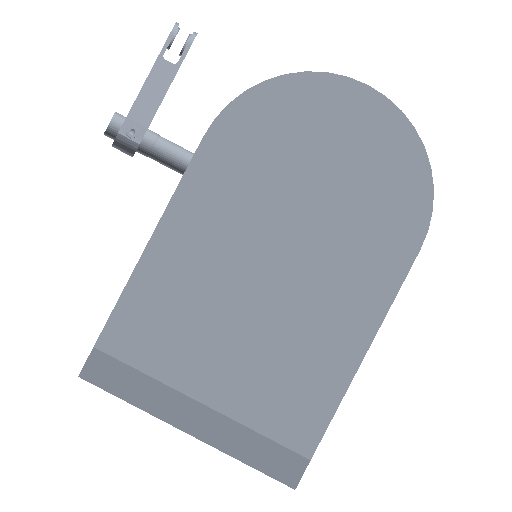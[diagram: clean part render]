
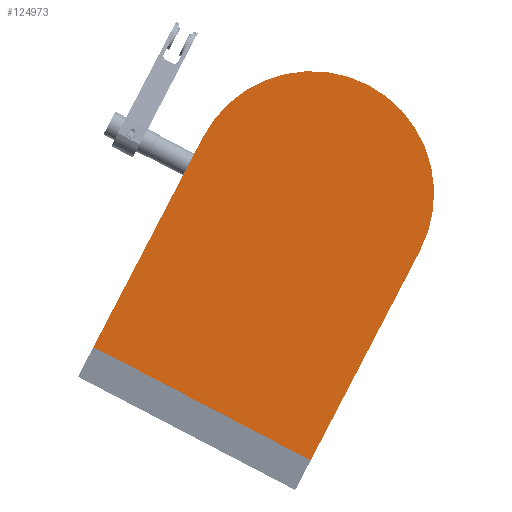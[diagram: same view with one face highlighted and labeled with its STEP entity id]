
A CAD part, left-side view. The second image highlights one B-rep face of the part: STEP entity #124973.
In plain terms, the highlighted planar face has unit normal (-1, 0, 0).
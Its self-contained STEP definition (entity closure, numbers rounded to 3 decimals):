
#124767=CARTESIAN_POINT('Line Origine',(15160.5,677.409,-2477.733)) ;
#124771=CARTESIAN_POINT('Vertex',(15160.5,766.068,-2431.478)) ;
#124773=CARTESIAN_POINT('Vertex',(15160.5,588.749,-2523.987)) ;
#124909=CARTESIAN_POINT('Axis2P3D Location',(15160.5,587.972,-2306.304)) ;
#124913=CARTESIAN_POINT('Vertex',(15160.5,676.632,-2260.049)) ;
#124915=CARTESIAN_POINT('Vertex',(15160.5,541.718,-2217.644)) ;
#124944=CARTESIAN_POINT('Axis2P3D Location',(15160.5,630.377,-2171.39)) ;
#124949=CARTESIAN_POINT('Line Origine',(15160.5,721.35,-2345.763)) ;
#124954=CARTESIAN_POINT('Line Origine',(15160.5,544.031,-2438.273)) ;
#124958=CARTESIAN_POINT('Vertex',(15160.5,499.313,-2352.558)) ;
#124961=CARTESIAN_POINT('Axis2P3D Location',(15160.5,587.972,-2306.304)) ;
#124768=DIRECTION('Vector Direction',(0.,-0.887,-0.463)) ;
#124910=DIRECTION('Axis2P3D Direction',(-1.,0.,0.)) ;
#124945=DIRECTION('Axis2P3D Direction',(-1.,0.,0.)) ;
#124946=DIRECTION('Axis2P3D XDirection',(0.,0.463,-0.887)) ;
#124950=DIRECTION('Vector Direction',(0.,0.463,-0.887)) ;
#124955=DIRECTION('Vector Direction',(0.,0.463,-0.887)) ;
#124962=DIRECTION('Axis2P3D Direction',(-1.,0.,0.)) ;
#124911=AXIS2_PLACEMENT_3D('Circle Axis2P3D',#124909,#124910,$) ;
#124947=AXIS2_PLACEMENT_3D('Plane Axis2P3D',#124944,#124945,#124946) ;
#124963=AXIS2_PLACEMENT_3D('Circle Axis2P3D',#124961,#124962,$) ;
#124967=ORIENTED_EDGE('',*,*,#124917,.F.) ;
#124968=ORIENTED_EDGE('',*,*,#124953,.T.) ;
#124969=ORIENTED_EDGE('',*,*,#124775,.T.) ;
#124970=ORIENTED_EDGE('',*,*,#124960,.F.) ;
#124971=ORIENTED_EDGE('',*,*,#124965,.F.) ;
#124769=VECTOR('Line Direction',#124768,1.) ;
#124951=VECTOR('Line Direction',#124950,1.) ;
#124956=VECTOR('Line Direction',#124955,1.) ;
#124973=ADVANCED_FACE('Copy (1) of Copy (1) of D5293T01607201.1\\\X2\96F64EF651E04F554F53\X0\',(#124972),#124948,.T.) ;
#124912=CIRCLE('generated circle',#124911,100.) ;
#124964=CIRCLE('generated circle',#124963,100.) ;
#124775=EDGE_CURVE('',#124772,#124774,#124770,.T.) ;
#124917=EDGE_CURVE('',#124914,#124916,#124912,.F.) ;
#124953=EDGE_CURVE('',#124914,#124772,#124952,.T.) ;
#124960=EDGE_CURVE('',#124959,#124774,#124957,.T.) ;
#124965=EDGE_CURVE('',#124916,#124959,#124964,.F.) ;
#124966=EDGE_LOOP('',(#124967,#124968,#124969,#124970,#124971)) ;
#124972=FACE_OUTER_BOUND('',#124966,.T.) ;
#124770=LINE('Line',#124767,#124769) ;
#124952=LINE('Line',#124949,#124951) ;
#124957=LINE('Line',#124954,#124956) ;
#124948=PLANE('Plane',#124947) ;
#124772=VERTEX_POINT('',#124771) ;
#124774=VERTEX_POINT('',#124773) ;
#124914=VERTEX_POINT('',#124913) ;
#124916=VERTEX_POINT('',#124915) ;
#124959=VERTEX_POINT('',#124958) ;
